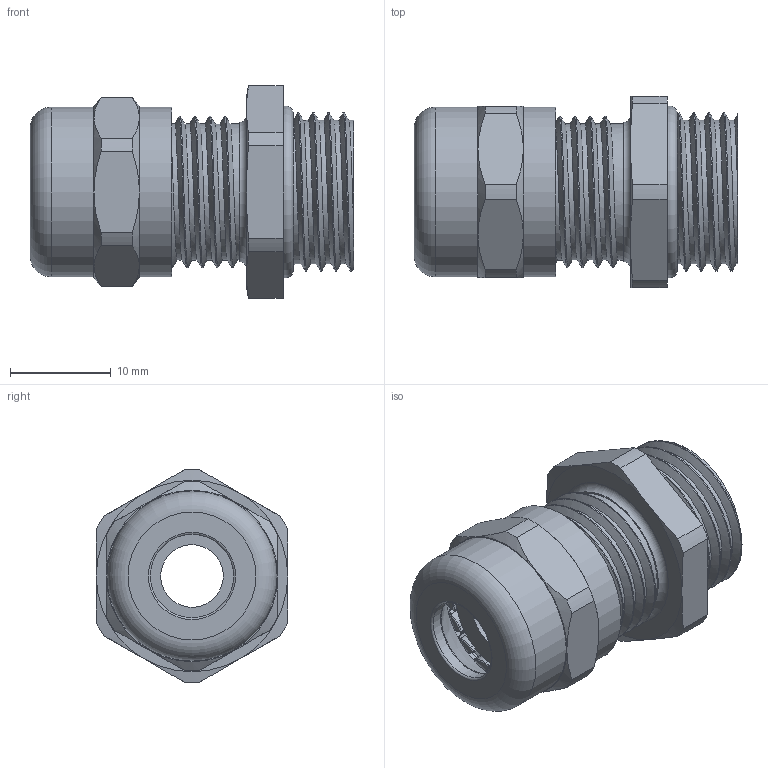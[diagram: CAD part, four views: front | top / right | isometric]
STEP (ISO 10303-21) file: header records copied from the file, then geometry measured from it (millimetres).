
FILE_DESCRIPTION(/* description */ ('Euro-Top-M 16 Edelstahl, KB: 2-6 mm'),/* implementation_level */ '2;1');
FILE_NAME(/* name */ '90180516-RST.stp',/* time_stamp */ '2019-12-12T13:49:51+01:00',/* author */ ('sl'),/* organization */ (''),/* preprocessor_version */ 'ST-DEVELOPER v16.5',/* originating_system */ 'Autodesk Inventor 2017',/* authorisation */ '');
FILE_SCHEMA (('AUTOMOTIVE_DESIGN { 1 0 10303 214 3 1 1 }'));
Length unit declared in the file: millimetre
Products named in the file (6): 90180516; 90080516; 90180516_1; 90080516_1; 90080516_2; 90080516_3
Assembly tree (5 placements, depth 2):
  90180516
    90080516
    90180516_1
    90080516_1
    90080516_2
    90080516_3
Bounding box: 32.09 x 19 x 21.11 mm (x, y, z)
Volume: 3578.2 mm3; surface area: 6313.6 mm2
Topology: 5 solids, 5 shells, 424 faces, 1037 edges, 629 vertices
Faces by surface type: plane 133, cylinder 128, bspline 53, torus 52, cone 43, sphere 15
Full cylindrical faces by diameter (mm): 6.2 x1, 8.23 x1, 8.25 x1, 10.34 x1, 10.78 x1, 11.07 x1, 12.35 x1, 12.36 x1, 12.843 x1, 13.508 x4, 13.73 x1, 13.96 x5, 14.208 x4, 16.82 x2
Entity records: 15996 total; most frequent: CARTESIAN_POINT 6494, DIRECTION 2026, ORIENTED_EDGE 1926, EDGE_CURVE 963, AXIS2_PLACEMENT_3D 852, VERTEX_POINT 596, CIRCLE 483, EDGE_LOOP 455
